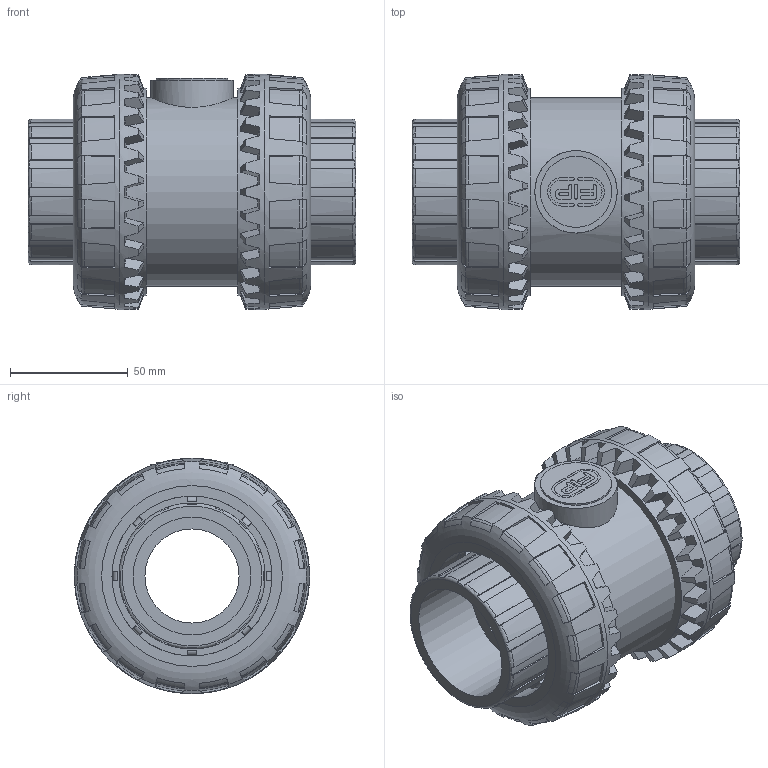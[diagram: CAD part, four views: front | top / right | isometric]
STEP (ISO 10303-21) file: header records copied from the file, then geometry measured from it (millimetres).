
FILE_DESCRIPTION(/* description */ (''),/* implementation_level */ '2;1');
FILE_NAME(/* name */ 'SXEIV050E.iam.stp',/* time_stamp */ '2013-10-01T10:25:33+02:00',/* author */ ('bfaro'),/* organization */ (''),/* preprocessor_version */ 'ST-DEVELOPER v15.2',/* originating_system */ 'Autodesk Inventor 2014',/* authorisation */ '');
FILE_SCHEMA (('AUTOMOTIVE_DESIGN { 1 0 10303 214 3 1 1 }'));
Length unit declared in the file: millimetre
Products named in the file (5): corpo valvola VEE 50; NTVXE050V; ENDIV050; Piastrina 50; SXEIV050E
Bounding box: 139 x 100 x 100 mm (x, y, z)
Volume: 483886.6 mm3; surface area: 125293.4 mm2
Topology: 6 solids, 6 shells, 729 faces, 2107 edges, 1403 vertices
Faces by surface type: plane 422, cone 154, cylinder 83, torus 70
Full cylindrical faces by diameter (mm): 30.2 x1, 35 x1, 40 x2, 50 x3, 62 x2, 68 x2, 74 x2, 78.2 x2, 80 x1
Entity records: 13272 total; most frequent: CARTESIAN_POINT 3156, ORIENTED_EDGE 2206, DIRECTION 2152, EDGE_CURVE 1103, AXIS2_PLACEMENT_3D 921, VERTEX_POINT 743, EDGE_LOOP 426, CIRCLE 400
